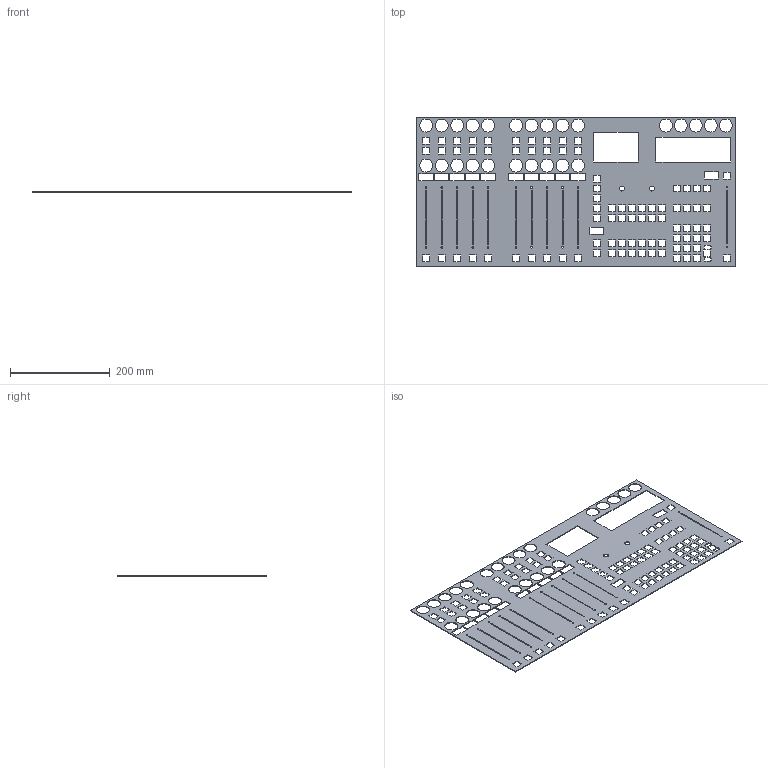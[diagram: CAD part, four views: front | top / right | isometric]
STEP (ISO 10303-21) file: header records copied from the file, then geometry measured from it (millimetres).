
FILE_DESCRIPTION(('FreeCAD Model'),'2;1');
FILE_NAME('Open CASCADE Shape Model','2024-06-22T10:40:01',(''),(''), 'Open CASCADE STEP processor 7.6','FreeCAD','Unknown');
FILE_SCHEMA(('AUTOMOTIVE_DESIGN { 1 0 10303 214 1 1 1 1 }'));
Length unit declared in the file: millimetre
Products named in the file (1): faceplate
Bounding box: 640 x 300 x 1.5 mm (x, y, z)
Volume: 211739.3 mm3; surface area: 302174.2 mm2
Topology: 1 solids, 1 shells, 531 faces, 1587 edges, 1058 vertices
Faces by surface type: plane 482, cylinder 49
Full cylindrical faces by diameter (mm): 3 x22, 10 x2, 26 x25
Entity records: 18241 total; most frequent: CARTESIAN_POINT 3177, ORIENTED_EDGE 3174, DIRECTION 2749, EDGE_CURVE 1587, LINE 1489, VECTOR 1489, VERTEX_POINT 1058, FACE_BOUND 851
